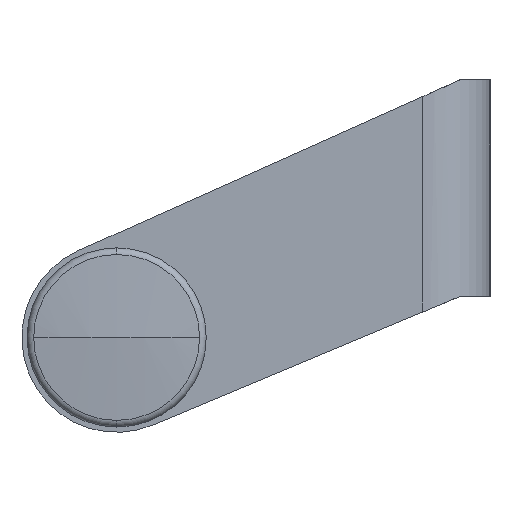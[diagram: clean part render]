
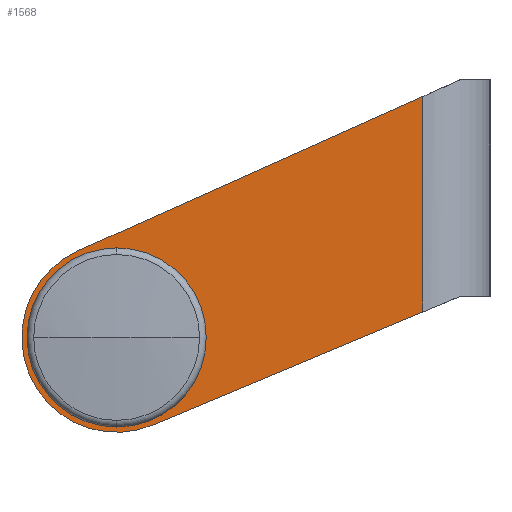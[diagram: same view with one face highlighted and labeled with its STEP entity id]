
A CAD part, left-side view. The second image highlights one B-rep face of the part: STEP entity #1568.
In plain terms, the highlighted planar face has unit normal (-1, 0, 0).
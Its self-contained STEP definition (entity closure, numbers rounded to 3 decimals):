
#18 = CIRCLE ( 'NONE', #887, 3.25 ) ;
#67 = CARTESIAN_POINT ( 'NONE',  ( 0., -6.833, -5.056 ) ) ;
#78 = ORIENTED_EDGE ( 'NONE', *, *, #2202, .F. ) ;
#111 = ORIENTED_EDGE ( 'NONE', *, *, #5936, .F. ) ;
#166 = VERTEX_POINT ( 'NONE', #2986 ) ;
#199 = CIRCLE ( 'NONE', #4071, 4.025 ) ;
#224 = EDGE_CURVE ( 'NONE', #1758, #5562, #18, .T. ) ;
#225 = CARTESIAN_POINT ( 'NONE',  ( 0., 0., 0. ) ) ;
#284 = LINE ( 'NONE', #2399, #2230 ) ;
#296 = CIRCLE ( 'NONE', #2616, 4.025 ) ;
#401 = ORIENTED_EDGE ( 'NONE', *, *, #5383, .F. ) ;
#446 = CARTESIAN_POINT ( 'NONE',  ( 0., -41., 34.5 ) ) ;
#543 = CARTESIAN_POINT ( 'NONE',  ( 0., -6.833, -5.056 ) ) ;
#695 = VERTEX_POINT ( 'NONE', #4857 ) ;
#708 = CARTESIAN_POINT ( 'NONE',  ( 0., 0., 4.025 ) ) ;
#817 = CARTESIAN_POINT ( 'NONE',  ( 0., -6.833, -8.306 ) ) ;
#887 = AXIS2_PLACEMENT_3D ( 'NONE', #5976, #4456, #1322 ) ;
#888 = EDGE_CURVE ( 'NONE', #3565, #166, #284, .T. ) ;
#914 = ORIENTED_EDGE ( 'NONE', *, *, #3574, .T. ) ;
#1046 = CIRCLE ( 'NONE', #2602, 3.25 ) ;
#1133 = CARTESIAN_POINT ( 'NONE',  ( 0., -0.962, 11.695 ) ) ;
#1156 = DIRECTION ( 'NONE',  ( 0., 0., 1. ) ) ;
#1178 = DIRECTION ( 'NONE',  ( 0., 0., 1. ) ) ;
#1236 = AXIS2_PLACEMENT_3D ( 'NONE', #225, #4451, #3927 ) ;
#1285 = AXIS2_PLACEMENT_3D ( 'NONE', #67, #3708, #5367 ) ;
#1322 = DIRECTION ( 'NONE',  ( 0., 0., 1. ) ) ;
#1368 = VERTEX_POINT ( 'NONE', #4897 ) ;
#1420 = FACE_BOUND ( 'NONE', #2753, .T. ) ;
#1457 = ORIENTED_EDGE ( 'NONE', *, *, #5638, .T. ) ;
#1481 = CARTESIAN_POINT ( 'NONE',  ( 0., 7.795, -3.389 ) ) ;
#1568 = ADVANCED_FACE ( 'NONE', ( #4589, #6192, #1420, #6709, #1950 ), #1806, .T. ) ;
#1671 = DIRECTION ( 'NONE',  ( -1., 0., 0. ) ) ;
#1758 = VERTEX_POINT ( 'NONE', #5196 ) ;
#1806 = PLANE ( 'NONE',  #1236 ) ;
#1815 = DIRECTION ( 'NONE',  ( -1., 0., 0. ) ) ;
#1950 = FACE_BOUND ( 'NONE', #3550, .T. ) ;
#1962 = EDGE_LOOP ( 'NONE', ( #111, #4982 ) ) ;
#1988 = LINE ( 'NONE', #446, #4843 ) ;
#2068 = ORIENTED_EDGE ( 'NONE', *, *, #888, .F. ) ;
#2076 = CIRCLE ( 'NONE', #1285, 3.25 ) ;
#2189 = CIRCLE ( 'NONE', #3080, 3.25 ) ;
#2200 = EDGE_CURVE ( 'NONE', #5562, #1758, #3593, .T. ) ;
#2202 = EDGE_CURVE ( 'NONE', #1368, #6661, #3281, .T. ) ;
#2209 = ORIENTED_EDGE ( 'NONE', *, *, #6638, .T. ) ;
#2230 = VECTOR ( 'NONE', #2984, 1000. ) ;
#2326 = CARTESIAN_POINT ( 'NONE',  ( 0., -4.907, -11.714 ) ) ;
#2399 = CARTESIAN_POINT ( 'NONE',  ( 0., -46., 34.5 ) ) ;
#2602 = AXIS2_PLACEMENT_3D ( 'NONE', #3525, #1815, #5119 ) ;
#2616 = AXIS2_PLACEMENT_3D ( 'NONE', #5074, #4551, #5000 ) ;
#2753 = EDGE_LOOP ( 'NONE', ( #401, #4304 ) ) ;
#2826 = CIRCLE ( 'NONE', #6046, 12.7 ) ;
#2935 = VERTEX_POINT ( 'NONE', #708 ) ;
#2984 = DIRECTION ( 'NONE',  ( 0., -0.913, 0.408 ) ) ;
#2986 = CARTESIAN_POINT ( 'NONE',  ( 0., -41., 32.262 ) ) ;
#3064 = CARTESIAN_POINT ( 'NONE',  ( 0., 0., -4.025 ) ) ;
#3080 = AXIS2_PLACEMENT_3D ( 'NONE', #543, #4339, #1178 ) ;
#3126 = DIRECTION ( 'NONE',  ( -1., 0., 0. ) ) ;
#3143 = VERTEX_POINT ( 'NONE', #817 ) ;
#3160 = CARTESIAN_POINT ( 'NONE',  ( 0., 7.795, -6.639 ) ) ;
#3161 = DIRECTION ( 'NONE',  ( 0., 0., -1. ) ) ;
#3183 = AXIS2_PLACEMENT_3D ( 'NONE', #1481, #3126, #3612 ) ;
#3281 = LINE ( 'NONE', #6540, #5358 ) ;
#3525 = CARTESIAN_POINT ( 'NONE',  ( 0., 7.795, -3.389 ) ) ;
#3550 = EDGE_LOOP ( 'NONE', ( #1457, #2209 ) ) ;
#3565 = VERTEX_POINT ( 'NONE', #4628 ) ;
#3574 = EDGE_CURVE ( 'NONE', #1368, #166, #1988, .T. ) ;
#3593 = CIRCLE ( 'NONE', #5696, 3.25 ) ;
#3612 = DIRECTION ( 'NONE',  ( 0., 0., 1. ) ) ;
#3629 = EDGE_CURVE ( 'NONE', #3143, #6242, #2189, .T. ) ;
#3708 = DIRECTION ( 'NONE',  ( -1., 0., 0. ) ) ;
#3768 = ORIENTED_EDGE ( 'NONE', *, *, #2200, .F. ) ;
#3927 = DIRECTION ( 'NONE',  ( 0., 0., 1. ) ) ;
#3930 = EDGE_LOOP ( 'NONE', ( #78, #914, #2068, #4229 ) ) ;
#4054 = VERTEX_POINT ( 'NONE', #3160 ) ;
#4071 = AXIS2_PLACEMENT_3D ( 'NONE', #4234, #4367, #3161 ) ;
#4103 = DIRECTION ( 'NONE',  ( 0., 0., 1. ) ) ;
#4229 = ORIENTED_EDGE ( 'NONE', *, *, #4645, .F. ) ;
#4234 = CARTESIAN_POINT ( 'NONE',  ( 0., 0., 0. ) ) ;
#4245 = EDGE_CURVE ( 'NONE', #4054, #695, #1046, .T. ) ;
#4304 = ORIENTED_EDGE ( 'NONE', *, *, #4245, .F. ) ;
#4339 = DIRECTION ( 'NONE',  ( -1., 0., 0. ) ) ;
#4367 = DIRECTION ( 'NONE',  ( 1., 0., 0. ) ) ;
#4392 = DIRECTION ( 'NONE',  ( 0., 0.922, -0.386 ) ) ;
#4451 = DIRECTION ( 'NONE',  ( -1., 0., 0. ) ) ;
#4456 = DIRECTION ( 'NONE',  ( -1., 0., 0. ) ) ;
#4551 = DIRECTION ( 'NONE',  ( 1., 0., 0. ) ) ;
#4589 = FACE_BOUND ( 'NONE', #1962, .T. ) ;
#4628 = CARTESIAN_POINT ( 'NONE',  ( 0., 5.188, 11.592 ) ) ;
#4645 = EDGE_CURVE ( 'NONE', #6661, #3565, #2826, .T. ) ;
#4843 = VECTOR ( 'NONE', #4103, 1000. ) ;
#4857 = CARTESIAN_POINT ( 'NONE',  ( 0., 7.795, -0.139 ) ) ;
#4897 = CARTESIAN_POINT ( 'NONE',  ( 0., -41., 3.406 ) ) ;
#4937 = DIRECTION ( 'NONE',  ( 1., 0., 0. ) ) ;
#4942 = VERTEX_POINT ( 'NONE', #3064 ) ;
#4982 = ORIENTED_EDGE ( 'NONE', *, *, #3629, .F. ) ;
#5000 = DIRECTION ( 'NONE',  ( 0., 0., -1. ) ) ;
#5074 = CARTESIAN_POINT ( 'NONE',  ( 0., 0., 0. ) ) ;
#5119 = DIRECTION ( 'NONE',  ( 0., 0., 1. ) ) ;
#5196 = CARTESIAN_POINT ( 'NONE',  ( 0., -0.962, 5.195 ) ) ;
#5358 = VECTOR ( 'NONE', #4392, 1000. ) ;
#5367 = DIRECTION ( 'NONE',  ( 0., 0., 1. ) ) ;
#5383 = EDGE_CURVE ( 'NONE', #695, #4054, #6834, .T. ) ;
#5562 = VERTEX_POINT ( 'NONE', #1133 ) ;
#5574 = ORIENTED_EDGE ( 'NONE', *, *, #224, .F. ) ;
#5638 = EDGE_CURVE ( 'NONE', #2935, #4942, #199, .T. ) ;
#5696 = AXIS2_PLACEMENT_3D ( 'NONE', #5915, #1671, #1156 ) ;
#5915 = CARTESIAN_POINT ( 'NONE',  ( 0., -0.962, 8.445 ) ) ;
#5936 = EDGE_CURVE ( 'NONE', #6242, #3143, #2076, .T. ) ;
#5944 = CARTESIAN_POINT ( 'NONE',  ( 0., 0., 0. ) ) ;
#5976 = CARTESIAN_POINT ( 'NONE',  ( 0., -0.962, 8.445 ) ) ;
#6046 = AXIS2_PLACEMENT_3D ( 'NONE', #5944, #4937, #6501 ) ;
#6192 = FACE_BOUND ( 'NONE', #6411, .T. ) ;
#6242 = VERTEX_POINT ( 'NONE', #6296 ) ;
#6296 = CARTESIAN_POINT ( 'NONE',  ( 0., -6.833, -1.806 ) ) ;
#6411 = EDGE_LOOP ( 'NONE', ( #3768, #5574 ) ) ;
#6501 = DIRECTION ( 'NONE',  ( 0., 0., 1. ) ) ;
#6540 = CARTESIAN_POINT ( 'NONE',  ( 0., -4.907, -11.714 ) ) ;
#6638 = EDGE_CURVE ( 'NONE', #4942, #2935, #296, .T. ) ;
#6661 = VERTEX_POINT ( 'NONE', #2326 ) ;
#6709 = FACE_OUTER_BOUND ( 'NONE', #3930, .T. ) ;
#6834 = CIRCLE ( 'NONE', #3183, 3.25 ) ;
